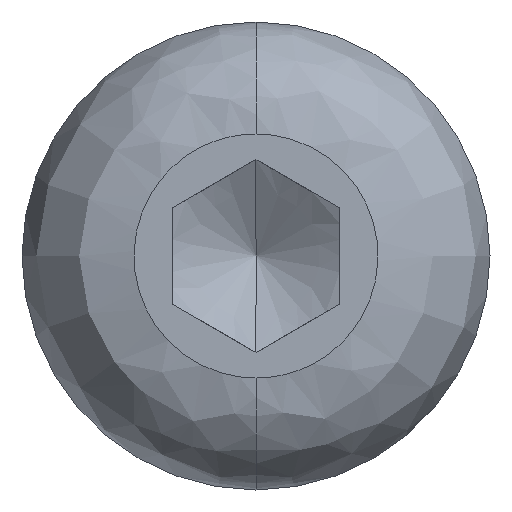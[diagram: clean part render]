
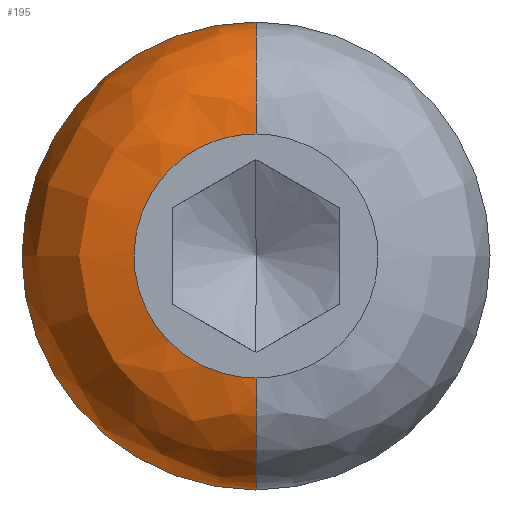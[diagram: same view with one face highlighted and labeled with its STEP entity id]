
A CAD part, left-side view. The second image highlights one B-rep face of the part: STEP entity #195.
In plain terms, the highlighted free-form (B-spline) face has degree [3, 3] with [4, 4] control points.
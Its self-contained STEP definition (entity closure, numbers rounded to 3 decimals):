
#1 = CARTESIAN_POINT ( 'NONE',  ( -4.4, 7.3, -3.65 ) ) ;
#29 = ORIENTED_EDGE ( 'NONE', *, *, #478, .T. ) ;
#41 = DIRECTION ( 'NONE',  ( 0., 1., 0. ) ) ;
#46 = CARTESIAN_POINT ( 'NONE',  ( -1.05, 14., 7. ) ) ;
#51 = CARTESIAN_POINT ( 'NONE',  ( -3.012, 14., -7. ) ) ;
#57 = CARTESIAN_POINT ( 'NONE',  ( -1.05, 0., -7. ) ) ;
#111 = CARTESIAN_POINT ( 'NONE',  ( -3.012, 0., 7. ) ) ;
#114 = DIRECTION ( 'NONE',  ( 0., 0., -1. ) ) ;
#126 = CARTESIAN_POINT ( 'NONE',  ( -1.05, 0., -3.65 ) ) ;
#136 = AXIS2_PLACEMENT_3D ( 'NONE', #784, #41, #163 ) ;
#161 = CARTESIAN_POINT ( 'NONE',  ( -4.4, 0., 3.65 ) ) ;
#163 = DIRECTION ( 'NONE',  ( 0., 0., 1. ) ) ;
#185 = CARTESIAN_POINT ( 'NONE',  ( -4.4, 0., 3.65 ) ) ;
#195 = ADVANCED_FACE ( 'NONE', ( #348 ), #393, .T. ) ;
#202 = DIRECTION ( 'NONE',  ( 1., 0., 0. ) ) ;
#225 = CARTESIAN_POINT ( 'NONE',  ( -4.4, 0., -3.65 ) ) ;
#237 = CARTESIAN_POINT ( 'NONE',  ( -4.4, 7.3, 3.65 ) ) ;
#244 = CARTESIAN_POINT ( 'NONE',  ( -3.012, 0., -7. ) ) ;
#250 = AXIS2_PLACEMENT_3D ( 'NONE', #126, #579, #114 ) ;
#270 = AXIS2_PLACEMENT_3D ( 'NONE', #587, #202, #700 ) ;
#277 = CARTESIAN_POINT ( 'NONE',  ( -4.4, 0., 3.65 ) ) ;
#288 = EDGE_CURVE ( 'NONE', #694, #577, #607, .T. ) ;
#313 = CARTESIAN_POINT ( 'NONE',  ( -4.4, 7.3, 3.65 ) ) ;
#320 = VERTEX_POINT ( 'NONE', #513 ) ;
#341 = ORIENTED_EDGE ( 'NONE', *, *, #595, .F. ) ;
#348 = FACE_OUTER_BOUND ( 'NONE', #683, .T. ) ;
#374 = CARTESIAN_POINT ( 'NONE',  ( -1.05, 14., -7. ) ) ;
#383 = CARTESIAN_POINT ( 'NONE',  ( -4.4, 0., -5.612 ) ) ;
#384 = ORIENTED_EDGE ( 'NONE', *, *, #704, .T. ) ;
#393 =( BOUNDED_SURFACE ( )  B_SPLINE_SURFACE ( 3, 3, ( 
 ( #185, #313, #1, #571 ),
 ( #741, #630, #633, #383 ),
 ( #111, #439, #51, #244 ),
 ( #690, #46, #374, #57 ) ),
 .UNSPECIFIED., .F., .F., .F. ) 
 B_SPLINE_SURFACE_WITH_KNOTS ( ( 4, 4 ),
 ( 4, 4 ),
 ( 0., 1. ),
 ( 0., 1. ),
 .UNSPECIFIED. ) 
 GEOMETRIC_REPRESENTATION_ITEM ( )  RATIONAL_B_SPLINE_SURFACE ( (
 ( 1., 0.333, 0.333, 1.),
 ( 0.805, 0.268, 0.268, 0.805),
 ( 0.805, 0.268, 0.268, 0.805),
 ( 1., 0.333, 0.333, 1.) ) ) 
 REPRESENTATION_ITEM ( '' )  SURFACE ( )  );
#418 = ORIENTED_EDGE ( 'NONE', *, *, #288, .F. ) ;
#439 = CARTESIAN_POINT ( 'NONE',  ( -3.012, 14., 7. ) ) ;
#454 = VERTEX_POINT ( 'NONE', #277 ) ;
#478 = EDGE_CURVE ( 'NONE', #454, #320, #594, .T. ) ;
#481 =( BOUNDED_CURVE ( )  B_SPLINE_CURVE ( 3, ( #225, #498, #237, #161 ),
 .UNSPECIFIED., .F., .F. ) 
 B_SPLINE_CURVE_WITH_KNOTS ( ( 4, 4 ),
 ( 0.75, 1.25 ),
 .UNSPECIFIED. ) 
 CURVE ( )  GEOMETRIC_REPRESENTATION_ITEM ( )  RATIONAL_B_SPLINE_CURVE ( ( 1., 0.333, 0.333, 1. ) ) 
 REPRESENTATION_ITEM ( '' )  );
#483 = CARTESIAN_POINT ( 'NONE',  ( -4.4, 0., -3.65 ) ) ;
#498 = CARTESIAN_POINT ( 'NONE',  ( -4.4, 7.3, -3.65 ) ) ;
#513 = CARTESIAN_POINT ( 'NONE',  ( -1.05, 0., 7. ) ) ;
#571 = CARTESIAN_POINT ( 'NONE',  ( -4.4, 0., -3.65 ) ) ;
#575 = CARTESIAN_POINT ( 'NONE',  ( -1.05, 0., -7. ) ) ;
#577 = VERTEX_POINT ( 'NONE', #575 ) ;
#579 = DIRECTION ( 'NONE',  ( 0., -1., 0. ) ) ;
#587 = CARTESIAN_POINT ( 'NONE',  ( -1.05, 0., 0. ) ) ;
#594 = CIRCLE ( 'NONE', #136, 3.35 ) ;
#595 = EDGE_CURVE ( 'NONE', #577, #320, #772, .T. ) ;
#607 = CIRCLE ( 'NONE', #250, 3.35 ) ;
#630 = CARTESIAN_POINT ( 'NONE',  ( -4.4, 11.225, 5.612 ) ) ;
#633 = CARTESIAN_POINT ( 'NONE',  ( -4.4, 11.225, -5.612 ) ) ;
#683 = EDGE_LOOP ( 'NONE', ( #384, #29, #341, #418 ) ) ;
#690 = CARTESIAN_POINT ( 'NONE',  ( -1.05, 0., 7. ) ) ;
#694 = VERTEX_POINT ( 'NONE', #483 ) ;
#700 = DIRECTION ( 'NONE',  ( 0., 0., 1. ) ) ;
#704 = EDGE_CURVE ( 'NONE', #694, #454, #481, .T. ) ;
#741 = CARTESIAN_POINT ( 'NONE',  ( -4.4, 0., 5.612 ) ) ;
#772 = CIRCLE ( 'NONE', #270, 7. ) ;
#784 = CARTESIAN_POINT ( 'NONE',  ( -1.05, 0., 3.65 ) ) ;
